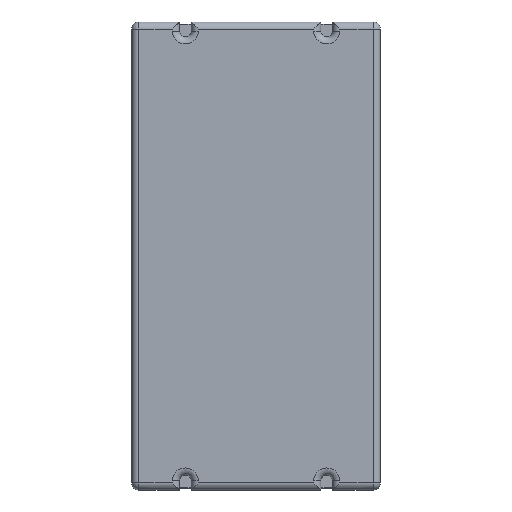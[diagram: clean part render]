
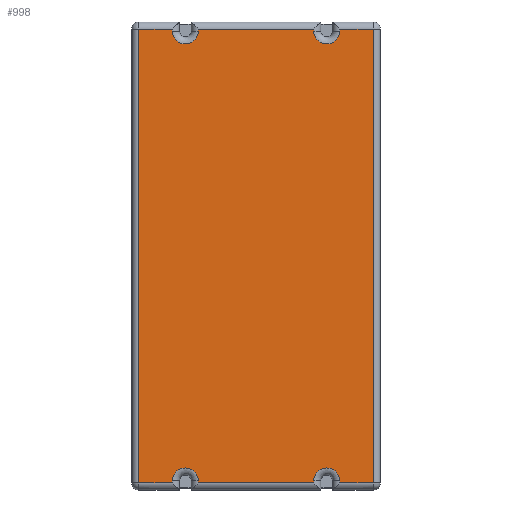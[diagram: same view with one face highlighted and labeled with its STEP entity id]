
A CAD part, top view. The second image highlights one B-rep face of the part: STEP entity #998.
In plain terms, the highlighted planar face has unit normal (0, 0, 1).
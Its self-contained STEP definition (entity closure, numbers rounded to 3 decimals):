
#70=CIRCLE('',#1084,9.15);
#71=CIRCLE('',#1085,9.15);
#72=CIRCLE('',#1086,9.15);
#73=CIRCLE('',#1087,9.15);
#246=ORIENTED_EDGE('',*,*,#478,.T.);
#247=ORIENTED_EDGE('',*,*,#479,.T.);
#248=ORIENTED_EDGE('',*,*,#480,.T.);
#249=ORIENTED_EDGE('',*,*,#481,.T.);
#250=ORIENTED_EDGE('',*,*,#482,.T.);
#251=ORIENTED_EDGE('',*,*,#483,.T.);
#252=ORIENTED_EDGE('',*,*,#484,.T.);
#253=ORIENTED_EDGE('',*,*,#485,.T.);
#254=ORIENTED_EDGE('',*,*,#486,.T.);
#255=ORIENTED_EDGE('',*,*,#487,.T.);
#256=ORIENTED_EDGE('',*,*,#488,.T.);
#257=ORIENTED_EDGE('',*,*,#489,.T.);
#258=ORIENTED_EDGE('',*,*,#490,.T.);
#259=ORIENTED_EDGE('',*,*,#491,.T.);
#260=ORIENTED_EDGE('',*,*,#492,.T.);
#261=ORIENTED_EDGE('',*,*,#493,.T.);
#262=ORIENTED_EDGE('',*,*,#494,.T.);
#263=ORIENTED_EDGE('',*,*,#495,.T.);
#264=ORIENTED_EDGE('',*,*,#496,.T.);
#265=ORIENTED_EDGE('',*,*,#497,.T.);
#478=EDGE_CURVE('',#592,#593,#696,.F.);
#479=EDGE_CURVE('',#593,#594,#697,.F.);
#480=EDGE_CURVE('',#594,#595,#698,.F.);
#481=EDGE_CURVE('',#595,#596,#699,.F.);
#482=EDGE_CURVE('',#596,#597,#70,.F.);
#483=EDGE_CURVE('',#597,#598,#700,.F.);
#484=EDGE_CURVE('',#598,#599,#701,.F.);
#485=EDGE_CURVE('',#599,#600,#702,.F.);
#486=EDGE_CURVE('',#600,#601,#71,.F.);
#487=EDGE_CURVE('',#601,#602,#703,.F.);
#488=EDGE_CURVE('',#602,#603,#704,.F.);
#489=EDGE_CURVE('',#603,#604,#705,.F.);
#490=EDGE_CURVE('',#604,#605,#706,.F.);
#491=EDGE_CURVE('',#605,#606,#707,.F.);
#492=EDGE_CURVE('',#606,#607,#72,.F.);
#493=EDGE_CURVE('',#607,#608,#708,.F.);
#494=EDGE_CURVE('',#608,#609,#709,.F.);
#495=EDGE_CURVE('',#609,#610,#710,.F.);
#496=EDGE_CURVE('',#610,#611,#73,.F.);
#497=EDGE_CURVE('',#611,#592,#711,.F.);
#592=VERTEX_POINT('',#1654);
#593=VERTEX_POINT('',#1655);
#594=VERTEX_POINT('',#1657);
#595=VERTEX_POINT('',#1659);
#596=VERTEX_POINT('',#1661);
#597=VERTEX_POINT('',#1663);
#598=VERTEX_POINT('',#1665);
#599=VERTEX_POINT('',#1667);
#600=VERTEX_POINT('',#1669);
#601=VERTEX_POINT('',#1671);
#602=VERTEX_POINT('',#1673);
#603=VERTEX_POINT('',#1675);
#604=VERTEX_POINT('',#1677);
#605=VERTEX_POINT('',#1679);
#606=VERTEX_POINT('',#1681);
#607=VERTEX_POINT('',#1683);
#608=VERTEX_POINT('',#1685);
#609=VERTEX_POINT('',#1687);
#610=VERTEX_POINT('',#1689);
#611=VERTEX_POINT('',#1691);
#696=LINE('',#1653,#796);
#697=LINE('',#1656,#797);
#698=LINE('',#1658,#798);
#699=LINE('',#1660,#799);
#700=LINE('',#1664,#800);
#701=LINE('',#1666,#801);
#702=LINE('',#1668,#802);
#703=LINE('',#1672,#803);
#704=LINE('',#1674,#804);
#705=LINE('',#1676,#805);
#706=LINE('',#1678,#806);
#707=LINE('',#1680,#807);
#708=LINE('',#1684,#808);
#709=LINE('',#1686,#809);
#710=LINE('',#1688,#810);
#711=LINE('',#1692,#811);
#796=VECTOR('',#1319,1000.);
#797=VECTOR('',#1320,1000.);
#798=VECTOR('',#1321,1000.);
#799=VECTOR('',#1322,1000.);
#800=VECTOR('',#1325,1000.);
#801=VECTOR('',#1326,1000.);
#802=VECTOR('',#1327,1000.);
#803=VECTOR('',#1330,1000.);
#804=VECTOR('',#1331,1000.);
#805=VECTOR('',#1332,1000.);
#806=VECTOR('',#1333,1000.);
#807=VECTOR('',#1334,1000.);
#808=VECTOR('',#1337,1000.);
#809=VECTOR('',#1338,1000.);
#810=VECTOR('',#1339,1000.);
#811=VECTOR('',#1342,1000.);
#844=EDGE_LOOP('',(#246,#247,#248,#249,#250,#251,#252,#253,#254,#255,#256,
#257,#258,#259,#260,#261,#262,#263,#264,#265));
#906=FACE_BOUND('',#844,.T.);
#964=PLANE('',#1083);
#998=ADVANCED_FACE('',(#906),#964,.T.);
#1083=AXIS2_PLACEMENT_3D('',#1652,#1317,#1318);
#1084=AXIS2_PLACEMENT_3D('',#1662,#1323,#1324);
#1085=AXIS2_PLACEMENT_3D('',#1670,#1328,#1329);
#1086=AXIS2_PLACEMENT_3D('',#1682,#1335,#1336);
#1087=AXIS2_PLACEMENT_3D('',#1690,#1340,#1341);
#1317=DIRECTION('',(0.,0.,1.));
#1318=DIRECTION('',(1.,0.,0.));
#1319=DIRECTION('',(-1.,0.,0.));
#1320=DIRECTION('',(0.,-1.,0.));
#1321=DIRECTION('',(1.,0.,0.));
#1322=DIRECTION('',(0.,1.,0.));
#1323=DIRECTION('',(0.,0.,1.));
#1324=DIRECTION('',(1.,0.,0.));
#1325=DIRECTION('',(0.,-1.,0.));
#1326=DIRECTION('',(1.,0.,0.));
#1327=DIRECTION('',(0.,1.,0.));
#1328=DIRECTION('',(0.,0.,1.));
#1329=DIRECTION('',(1.,0.,0.));
#1330=DIRECTION('',(0.,-1.,0.));
#1331=DIRECTION('',(1.,0.,0.));
#1332=DIRECTION('',(0.,1.,0.));
#1333=DIRECTION('',(-1.,0.,0.));
#1334=DIRECTION('',(0.,-1.,0.));
#1335=DIRECTION('',(0.,0.,1.));
#1336=DIRECTION('',(1.,0.,0.));
#1337=DIRECTION('',(0.,1.,0.));
#1338=DIRECTION('',(-1.,0.,0.));
#1339=DIRECTION('',(0.,-1.,0.));
#1340=DIRECTION('',(0.,0.,1.));
#1341=DIRECTION('',(1.,0.,0.));
#1342=DIRECTION('',(0.,1.,0.));
#1652=CARTESIAN_POINT('',(-50.,323.1,46.5));
#1653=CARTESIAN_POINT('',(-50.,3.5,46.5));
#1654=CARTESIAN_POINT('',(59.15,3.5,46.5));
#1655=CARTESIAN_POINT('',(83.,3.5,46.5));
#1656=CARTESIAN_POINT('',(83.,323.1,46.5));
#1657=CARTESIAN_POINT('',(83.,324.5,46.5));
#1658=CARTESIAN_POINT('',(-50.,324.5,46.5));
#1659=CARTESIAN_POINT('',(59.15,324.5,46.5));
#1660=CARTESIAN_POINT('',(59.15,323.1,46.5));
#1661=CARTESIAN_POINT('',(59.15,323.1,46.5));
#1662=CARTESIAN_POINT('',(50.,323.1,46.5));
#1663=CARTESIAN_POINT('',(40.85,323.1,46.5));
#1664=CARTESIAN_POINT('',(40.85,323.1,46.5));
#1665=CARTESIAN_POINT('',(40.85,324.5,46.5));
#1666=CARTESIAN_POINT('',(-50.,324.5,46.5));
#1667=CARTESIAN_POINT('',(-40.85,324.5,46.5));
#1668=CARTESIAN_POINT('',(-40.85,323.1,46.5));
#1669=CARTESIAN_POINT('',(-40.85,323.1,46.5));
#1670=CARTESIAN_POINT('',(-50.,323.1,46.5));
#1671=CARTESIAN_POINT('',(-59.15,323.1,46.5));
#1672=CARTESIAN_POINT('',(-59.15,323.1,46.5));
#1673=CARTESIAN_POINT('',(-59.15,324.5,46.5));
#1674=CARTESIAN_POINT('',(-50.,324.5,46.5));
#1675=CARTESIAN_POINT('',(-83.,324.5,46.5));
#1676=CARTESIAN_POINT('',(-83.,323.1,46.5));
#1677=CARTESIAN_POINT('',(-83.,3.5,46.5));
#1678=CARTESIAN_POINT('',(-50.,3.5,46.5));
#1679=CARTESIAN_POINT('',(-59.15,3.5,46.5));
#1680=CARTESIAN_POINT('',(-59.15,323.1,46.5));
#1681=CARTESIAN_POINT('',(-59.15,4.9,46.5));
#1682=CARTESIAN_POINT('',(-50.,4.9,46.5));
#1683=CARTESIAN_POINT('',(-40.85,4.9,46.5));
#1684=CARTESIAN_POINT('',(-40.85,323.1,46.5));
#1685=CARTESIAN_POINT('',(-40.85,3.5,46.5));
#1686=CARTESIAN_POINT('',(-50.,3.5,46.5));
#1687=CARTESIAN_POINT('',(40.85,3.5,46.5));
#1688=CARTESIAN_POINT('',(40.85,323.1,46.5));
#1689=CARTESIAN_POINT('',(40.85,4.9,46.5));
#1690=CARTESIAN_POINT('',(50.,4.9,46.5));
#1691=CARTESIAN_POINT('',(59.15,4.9,46.5));
#1692=CARTESIAN_POINT('',(59.15,323.1,46.5));
